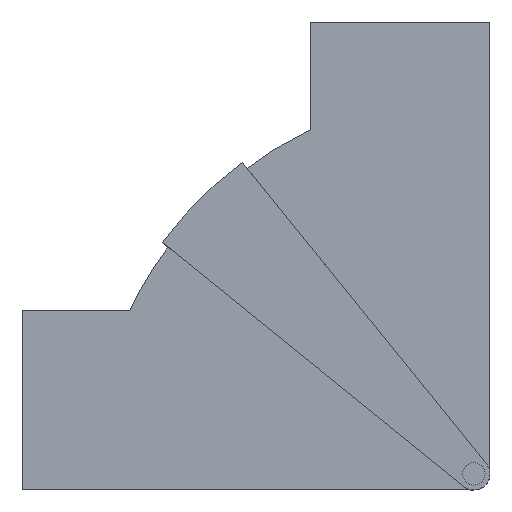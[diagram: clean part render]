
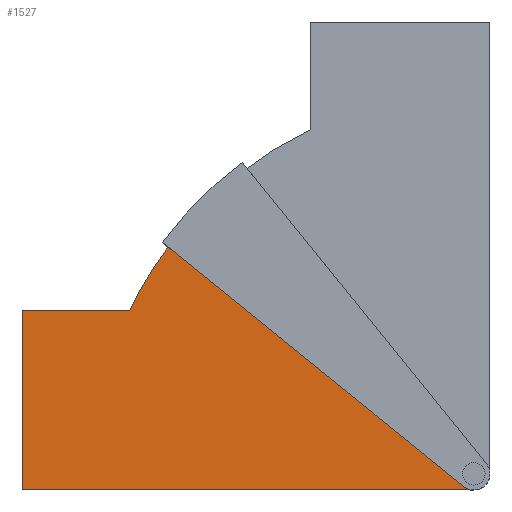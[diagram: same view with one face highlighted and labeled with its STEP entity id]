
A CAD part, front view. The second image highlights one B-rep face of the part: STEP entity #1527.
In plain terms, the highlighted planar face has unit normal (0, -1, 0).
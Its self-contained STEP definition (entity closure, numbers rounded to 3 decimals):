
#54 = AXIS2_PLACEMENT_3D ( 'NONE', #1700, #608, #1691 ) ;
#55 = DIRECTION ( 'NONE',  ( 0., 0., 1. ) ) ;
#132 = DIRECTION ( 'NONE',  ( -1., 0., 0. ) ) ;
#182 = LINE ( 'NONE', #1351, #1791 ) ;
#186 = VERTEX_POINT ( 'NONE', #1177 ) ;
#256 = VECTOR ( 'NONE', #132, 1000. ) ;
#297 = VECTOR ( 'NONE', #1219, 1000. ) ;
#329 = EDGE_CURVE ( 'NONE', #1908, #498, #1224, .T. ) ;
#351 = EDGE_LOOP ( 'NONE', ( #1165, #1183, #1910, #984, #1864, #1770 ) ) ;
#362 = DIRECTION ( 'NONE',  ( 1., 0., 0. ) ) ;
#403 = CARTESIAN_POINT ( 'NONE',  ( -3.147, -52.5, -3.886 ) ) ;
#441 = CARTESIAN_POINT ( 'NONE',  ( 0., -52.5, 0. ) ) ;
#479 = CIRCLE ( 'NONE', #54, 118. ) ;
#482 = LINE ( 'NONE', #1401, #1317 ) ;
#498 = VERTEX_POINT ( 'NONE', #1306 ) ;
#608 = DIRECTION ( 'NONE',  ( 0., 1., 0. ) ) ;
#610 = EDGE_CURVE ( 'NONE', #186, #1426, #182, .T. ) ;
#681 = LINE ( 'NONE', #1185, #256 ) ;
#735 = CARTESIAN_POINT ( 'NONE',  ( 0., -52.5, 0. ) ) ;
#769 = DIRECTION ( 'NONE',  ( 0.777, 0., -0.629 ) ) ;
#941 = PLANE ( 'NONE',  #1664 ) ;
#984 = ORIENTED_EDGE ( 'NONE', *, *, #1963, .F. ) ;
#1010 = DIRECTION ( 'NONE',  ( 0., -1., 0. ) ) ;
#1076 = FACE_OUTER_BOUND ( 'NONE', #351, .T. ) ;
#1165 = ORIENTED_EDGE ( 'NONE', *, *, #1992, .F. ) ;
#1177 = CARTESIAN_POINT ( 'NONE',  ( -94.767, -52.5, 70.307 ) ) ;
#1183 = ORIENTED_EDGE ( 'NONE', *, *, #610, .F. ) ;
#1185 = CARTESIAN_POINT ( 'NONE',  ( -140., -52.5, -5. ) ) ;
#1219 = DIRECTION ( 'NONE',  ( 0., 0., 1. ) ) ;
#1224 = LINE ( 'NONE', #1889, #297 ) ;
#1267 = CIRCLE ( 'NONE', #1359, 5. ) ;
#1306 = CARTESIAN_POINT ( 'NONE',  ( -140., -52.5, 50.5 ) ) ;
#1308 = CARTESIAN_POINT ( 'NONE',  ( -140., -52.5, -5. ) ) ;
#1317 = VECTOR ( 'NONE', #362, 1000. ) ;
#1351 = CARTESIAN_POINT ( 'NONE',  ( -3.147, -52.5, -3.886 ) ) ;
#1359 = AXIS2_PLACEMENT_3D ( 'NONE', #735, #1010, #55 ) ;
#1401 = CARTESIAN_POINT ( 'NONE',  ( -140., -52.5, 50.5 ) ) ;
#1426 = VERTEX_POINT ( 'NONE', #403 ) ;
#1438 = CARTESIAN_POINT ( 'NONE',  ( 0., -52.5, -5. ) ) ;
#1444 = VERTEX_POINT ( 'NONE', #1557 ) ;
#1456 = DIRECTION ( 'NONE',  ( 0., 0., 1. ) ) ;
#1490 = DIRECTION ( 'NONE',  ( 0., 1., 0. ) ) ;
#1527 = ADVANCED_FACE ( 'NONE', ( #1076 ), #941, .F. ) ;
#1557 = CARTESIAN_POINT ( 'NONE',  ( -106.648, -52.5, 50.5 ) ) ;
#1664 = AXIS2_PLACEMENT_3D ( 'NONE', #441, #1490, #1456 ) ;
#1691 = DIRECTION ( 'NONE',  ( 0., 0., 1. ) ) ;
#1700 = CARTESIAN_POINT ( 'NONE',  ( 0., -52.5, 0. ) ) ;
#1742 = EDGE_CURVE ( 'NONE', #1444, #186, #479, .T. ) ;
#1758 = VERTEX_POINT ( 'NONE', #1438 ) ;
#1770 = ORIENTED_EDGE ( 'NONE', *, *, #1868, .F. ) ;
#1791 = VECTOR ( 'NONE', #769, 1000. ) ;
#1864 = ORIENTED_EDGE ( 'NONE', *, *, #329, .F. ) ;
#1868 = EDGE_CURVE ( 'NONE', #1758, #1908, #681, .T. ) ;
#1889 = CARTESIAN_POINT ( 'NONE',  ( -140., -52.5, -5. ) ) ;
#1908 = VERTEX_POINT ( 'NONE', #1308 ) ;
#1910 = ORIENTED_EDGE ( 'NONE', *, *, #1742, .F. ) ;
#1963 = EDGE_CURVE ( 'NONE', #498, #1444, #482, .T. ) ;
#1992 = EDGE_CURVE ( 'NONE', #1426, #1758, #1267, .T. ) ;
